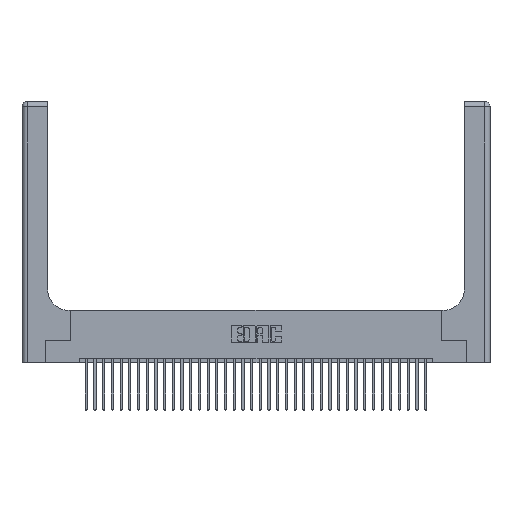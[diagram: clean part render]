
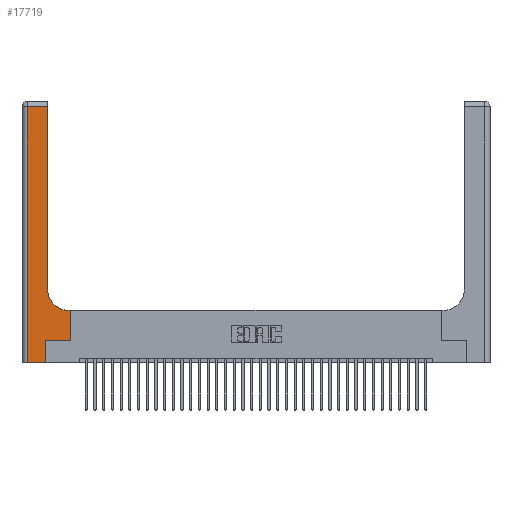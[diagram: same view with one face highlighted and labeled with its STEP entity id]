
A CAD part, top view. The second image highlights one B-rep face of the part: STEP entity #17719.
In plain terms, the highlighted planar face has unit normal (0, 0, 1).
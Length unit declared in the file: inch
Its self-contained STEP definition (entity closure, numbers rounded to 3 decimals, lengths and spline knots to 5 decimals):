
#531 = ORIENTED_EDGE ( 'NONE', *, *, #2636, .T. ) ;
#606 = LINE ( 'NONE', #12439, #19473 ) ;
#1065 = VECTOR ( 'NONE', #12719, 39.37008 ) ;
#1128 = DIRECTION ( 'NONE',  ( 1., 0., 0. ) ) ;
#1350 = LINE ( 'NONE', #25847, #28637 ) ;
#1795 = EDGE_CURVE ( 'NONE', #18814, #19779, #24324, .T. ) ;
#2240 = VERTEX_POINT ( 'NONE', #30553 ) ;
#2552 = ORIENTED_EDGE ( 'NONE', *, *, #2912, .T. ) ;
#2636 = EDGE_CURVE ( 'NONE', #14608, #2240, #28751, .T. ) ;
#2912 = EDGE_CURVE ( 'NONE', #31546, #14608, #606, .T. ) ;
#3202 = LINE ( 'NONE', #7798, #5885 ) ;
#4883 = DIRECTION ( 'NONE',  ( 0., 1., 0. ) ) ;
#5359 = CIRCLE ( 'NONE', #34498, 0.25 ) ;
#5492 = CARTESIAN_POINT ( 'NONE',  ( 0.2915, 3., 0.37 ) ) ;
#5587 = CARTESIAN_POINT ( 'NONE',  ( 0., 2.94, 0.37 ) ) ;
#5885 = VECTOR ( 'NONE', #8434, 39.37008 ) ;
#6214 = VERTEX_POINT ( 'NONE', #35193 ) ;
#6508 = CARTESIAN_POINT ( 'NONE',  ( 0.269, 0., 0.37 ) ) ;
#6549 = CARTESIAN_POINT ( 'NONE',  ( 0., 3., 0.37 ) ) ;
#6575 = FACE_OUTER_BOUND ( 'NONE', #7836, .T. ) ;
#6887 = VERTEX_POINT ( 'NONE', #31211 ) ;
#7433 = CARTESIAN_POINT ( 'NONE',  ( 0.269, 0.25, 0.37 ) ) ;
#7798 = CARTESIAN_POINT ( 'NONE',  ( 0.06, 3., 0.37 ) ) ;
#7836 = EDGE_LOOP ( 'NONE', ( #30423, #18740, #11973, #12853, #20398, #31317, #2552, #531, #36807 ) ) ;
#8150 = CARTESIAN_POINT ( 'NONE',  ( 0., 0., 0.37 ) ) ;
#8398 = VECTOR ( 'NONE', #27542, 39.37008 ) ;
#8434 = DIRECTION ( 'NONE',  ( 0., -1., 0. ) ) ;
#8602 = LINE ( 'NONE', #5492, #12501 ) ;
#8760 = VECTOR ( 'NONE', #34186, 39.37008 ) ;
#9400 = CARTESIAN_POINT ( 'NONE',  ( 0.2915, 2.94, 0.37 ) ) ;
#9430 = DIRECTION ( 'NONE',  ( 0., 0., -1. ) ) ;
#9670 = LINE ( 'NONE', #8150, #8398 ) ;
#10533 = CARTESIAN_POINT ( 'NONE',  ( 0.06, 2.94, 0.37 ) ) ;
#11706 = CARTESIAN_POINT ( 'NONE',  ( 0.2915, 0.6, 0.37 ) ) ;
#11973 = ORIENTED_EDGE ( 'NONE', *, *, #21099, .T. ) ;
#12439 = CARTESIAN_POINT ( 'NONE',  ( 0.5585, 0.25, 0.37 ) ) ;
#12501 = VECTOR ( 'NONE', #13571, 39.37008 ) ;
#12719 = DIRECTION ( 'NONE',  ( -1., 0., 0. ) ) ;
#12853 = ORIENTED_EDGE ( 'NONE', *, *, #18260, .T. ) ;
#13571 = DIRECTION ( 'NONE',  ( 0., 1., 0. ) ) ;
#13623 = AXIS2_PLACEMENT_3D ( 'NONE', #6549, #9430, #32154 ) ;
#14019 = EDGE_CURVE ( 'NONE', #24097, #26610, #15751, .T. ) ;
#14608 = VERTEX_POINT ( 'NONE', #33388 ) ;
#15751 = LINE ( 'NONE', #19059, #36274 ) ;
#15833 = EDGE_CURVE ( 'NONE', #26610, #31546, #1350, .T. ) ;
#15876 = DIRECTION ( 'NONE',  ( 1., 0., 0. ) ) ;
#16130 = EDGE_CURVE ( 'NONE', #6214, #18814, #8602, .T. ) ;
#16277 = DIRECTION ( 'NONE',  ( 0., 0., -1. ) ) ;
#17111 = CARTESIAN_POINT ( 'NONE',  ( 0.5585, 0.25, 0.37 ) ) ;
#17410 = EDGE_CURVE ( 'NONE', #2240, #6214, #5359, .T. ) ;
#17719 = ADVANCED_FACE ( 'NONE', ( #6575 ), #20763, .F. ) ;
#18260 = EDGE_CURVE ( 'NONE', #6887, #24097, #9670, .T. ) ;
#18740 = ORIENTED_EDGE ( 'NONE', *, *, #1795, .T. ) ;
#18814 = VERTEX_POINT ( 'NONE', #9400 ) ;
#19059 = CARTESIAN_POINT ( 'NONE',  ( 0.269, 0., 0.37 ) ) ;
#19473 = VECTOR ( 'NONE', #31896, 39.37008 ) ;
#19779 = VERTEX_POINT ( 'NONE', #10533 ) ;
#20398 = ORIENTED_EDGE ( 'NONE', *, *, #14019, .T. ) ;
#20763 = PLANE ( 'NONE',  #13623 ) ;
#21099 = EDGE_CURVE ( 'NONE', #19779, #6887, #3202, .T. ) ;
#24097 = VERTEX_POINT ( 'NONE', #6508 ) ;
#24324 = LINE ( 'NONE', #5587, #8760 ) ;
#25847 = CARTESIAN_POINT ( 'NONE',  ( 0.269, 0.25, 0.37 ) ) ;
#26610 = VERTEX_POINT ( 'NONE', #7433 ) ;
#27542 = DIRECTION ( 'NONE',  ( 1., 0., 0. ) ) ;
#27576 = CARTESIAN_POINT ( 'NONE',  ( 0.5415, 0.85, 0.37 ) ) ;
#28637 = VECTOR ( 'NONE', #1128, 39.37008 ) ;
#28751 = LINE ( 'NONE', #11706, #1065 ) ;
#30423 = ORIENTED_EDGE ( 'NONE', *, *, #16130, .T. ) ;
#30553 = CARTESIAN_POINT ( 'NONE',  ( 0.5415, 0.6, 0.37 ) ) ;
#31211 = CARTESIAN_POINT ( 'NONE',  ( 0.06, 0., 0.37 ) ) ;
#31317 = ORIENTED_EDGE ( 'NONE', *, *, #15833, .T. ) ;
#31546 = VERTEX_POINT ( 'NONE', #17111 ) ;
#31896 = DIRECTION ( 'NONE',  ( 0., 1., 0. ) ) ;
#32154 = DIRECTION ( 'NONE',  ( -1., 0., 0. ) ) ;
#33388 = CARTESIAN_POINT ( 'NONE',  ( 0.5585, 0.6, 0.37 ) ) ;
#34186 = DIRECTION ( 'NONE',  ( -1., 0., 0. ) ) ;
#34498 = AXIS2_PLACEMENT_3D ( 'NONE', #27576, #16277, #15876 ) ;
#35193 = CARTESIAN_POINT ( 'NONE',  ( 0.2915, 0.85, 0.37 ) ) ;
#36274 = VECTOR ( 'NONE', #4883, 39.37008 ) ;
#36807 = ORIENTED_EDGE ( 'NONE', *, *, #17410, .T. ) ;
